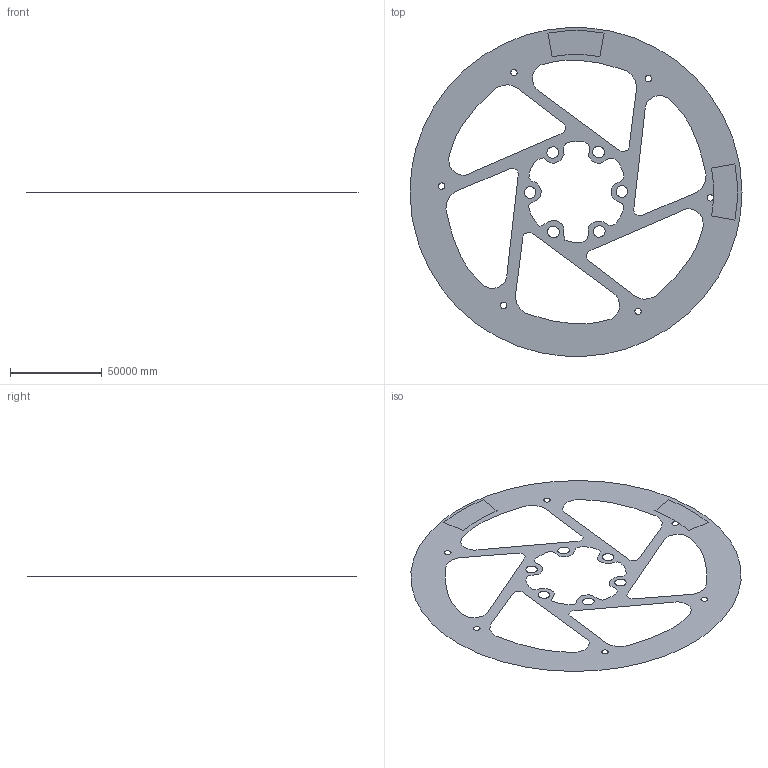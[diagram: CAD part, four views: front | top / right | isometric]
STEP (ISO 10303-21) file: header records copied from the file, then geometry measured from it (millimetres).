
FILE_DESCRIPTION(('Open CASCADE Model'),'2;1');
FILE_NAME('Open CASCADE Shape Model','2016-03-04T20:56:43',('Author'),( 'Open CASCADE'),'Open CASCADE STEP processor 6.7','Open CASCADE 6.7' ,'Unknown');
FILE_SCHEMA(('AUTOMOTIVE_DESIGN_CC2 { 1 2 10303 214 -1 1 5 4 }'));
Length unit declared in the file: metre
Products named in the file (4): Open CASCADE STEP translator 6.7 2; Open CASCADE STEP translator 6.7 2.1; Open CASCADE STEP translator 6.7 2.2; Open CASCADE STEP translator 6.7 2.3
Assembly tree (3 placements, depth 2):
  Open CASCADE STEP translator 6.7 2
    Open CASCADE STEP translator 6.7 2.1
    Open CASCADE STEP translator 6.7 2.2
    Open CASCADE STEP translator 6.7 2.3
Bounding box: 180978.1 x 179298.19 x 0 mm (x, y, z)
Surface area: 12985290078.1 mm2 (no closed solid volume)
Topology: 0 solids, 3 shells, 3 faces, 245 edges, 245 vertices
Faces by surface type: plane 3
Entity records: 3365 total; most frequent: CARTESIAN_POINT 1366, B_SPLINE_CURVE_WITH_KNOTS 398, ORIENTED_EDGE 245, EDGE_CURVE 236, SURFACE_CURVE 236, PCURVE 236, DEFINITIONAL_REPRESENTATION 236, VERTEX_POINT 235
